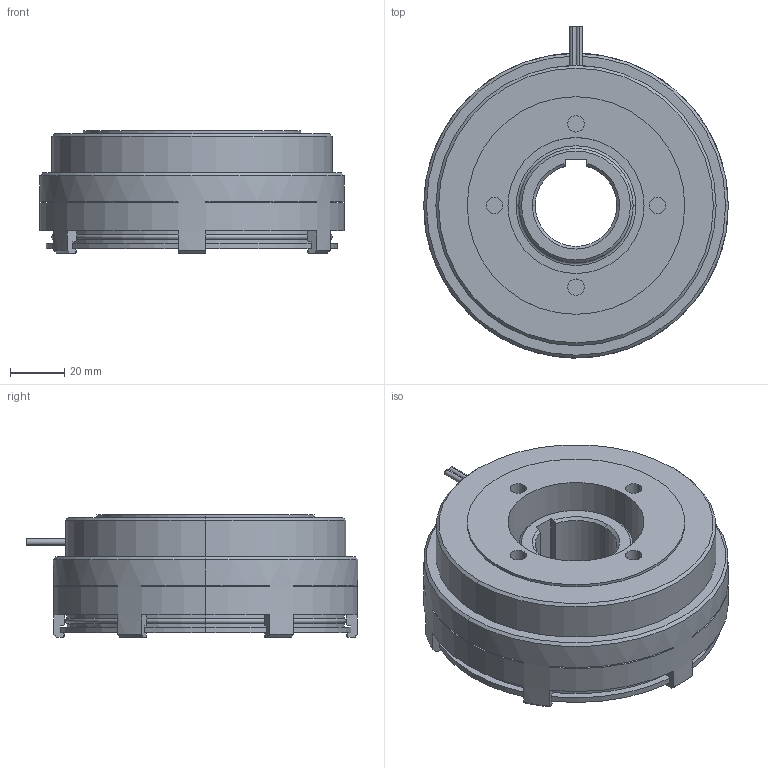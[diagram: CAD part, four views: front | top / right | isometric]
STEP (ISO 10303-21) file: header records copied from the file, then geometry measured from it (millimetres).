
FILE_DESCRIPTION (( 'STEP AP203' ), '1' );
FILE_NAME ('MWB 5_23124500.STEP', '2016-06-15T06:28:42', ( ' ' ), ( '' ), 'SwSTEP 2.0', 'SolidWorks 2009', '' );
FILE_SCHEMA (( 'CONFIG_CONTROL_DESIGN' ));
Length unit declared in the file: millimetre
Products named in the file (1): MWB 5_23124500
Bounding box: 112 x 122 x 45 mm (x, y, z)
Volume: 327471.1 mm3; surface area: 56527 mm2
Topology: 1 solids, 2 shells, 245 faces, 677 edges, 424 vertices
Faces by surface type: cylinder 107, plane 86, cone 42, torus 10
Entity records: 8568 total; most frequent: CARTESIAN_POINT 2141, ORIENTED_EDGE 1354, DIRECTION 1333, EDGE_CURVE 677, AXIS2_PLACEMENT_3D 494, VERTEX_POINT 424, VECTOR 345, LINE 345
